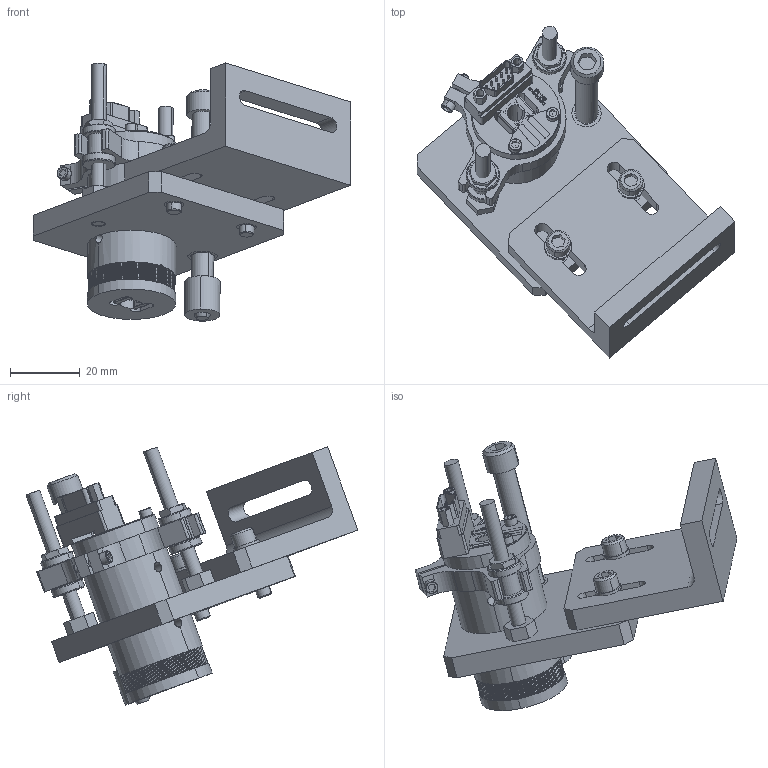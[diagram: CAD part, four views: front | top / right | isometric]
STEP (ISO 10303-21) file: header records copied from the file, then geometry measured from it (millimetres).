
FILE_DESCRIPTION (( 'STEP AP203' ), '1' );
FILE_NAME ('D0902208_AdvLIGO_SUS_HSTS_Lower AOSEM Alignment Assembly, Test Mass.STEP', '2010-05-12T19:59:42', ( 'Dwayne Giardina' ), ( 'CA Institute of Technology' ), 'SwSTEP 2.0', 'SolidWorks 2009', '' );
FILE_SCHEMA (( 'CONFIG_CONTROL_DESIGN' ));
Length unit declared in the file: inch
Products named in the file (16): D0902208_AdvLIGO_SUS_HSTS_Lower AOSEM Alignment Assembly, Test Mass; D0902417_AdvLIGO_SUS_HSTS_AOSEM Alignment Bracket, Test Mass; D0902415_AdvLIGO_SUS_HSTS_Lower AOSEM Alignment Bracket Mount, Test Mass; D0901065_OSEM_ASSY; D1000660_aLIGO_SUS_ADJUSTMENT NUT; D1000659_aLIGO_SUS_ADJUSTER SHAFT; D0901548_Advanced_LIGO_SUS_AOSEM_Adjustment_Collar; D0900932_Advanced_LIGO_Earthquake_Stop_for_Glass_(Glass_Tip),_Simplified,_2 Inch; D0900906_Advanced_LIGO_Earthquake_Stop_Adjuster_and_Mount,_2_Inch; D060546_Advanced_LIGO_Impact_Absorber_for_Glass_Stops,_Earthquake_Stop; D060548_Advanced_LIGO_Fused_Silica_Earthquake_Stop; NAS 620 FLAT WASHERS_________ FLAT WASHERS NAS 620-C8  (OR EQUIV.); Helicoil_0.25-20 X 0.25 LONG; SST_Socketheadcapscrew_SHCS #8-32  X 0.625; SST_Socketheadcapscrew_SHCS #2-56  X 0.375; Helicoil_#8-32 X 0.246 LONG
Assembly tree (20 placements, depth 3):
  D0902208_AdvLIGO_SUS_HSTS_Lower AOSEM Alignment Assembly, Test Mass
    D1000659_aLIGO_SUS_ADJUSTER SHAFT  x2
    Helicoil_0.25-20 X 0.25 LONG
    D0902415_AdvLIGO_SUS_HSTS_Lower AOSEM Alignment Bracket Mount, Test Mass
    Helicoil_#8-32 X 0.246 LONG  x2
    D1000660_aLIGO_SUS_ADJUSTMENT NUT  x2
    SST_Socketheadcapscrew_SHCS #2-56  X 0.375
    D0902417_AdvLIGO_SUS_HSTS_AOSEM Alignment Bracket, Test Mass
    D0900932_Advanced_LIGO_Earthquake_Stop_for_Glass_(Glass_Tip),_Simplified,_2 Inch
      D060548_Advanced_LIGO_Fused_Silica_Earthquake_Stop
      D0900906_Advanced_LIGO_Earthquake_Stop_Adjuster_and_Mount,_2_Inch
      D060546_Advanced_LIGO_Impact_Absorber_for_Glass_Stops,_Earthquake_Stop
    NAS 620 FLAT WASHERS_________ FLAT WASHERS NAS 620-C8  (OR EQUIV.)  x2
    SST_Socketheadcapscrew_SHCS #8-32  X 0.625  x2
    D0901548_Advanced_LIGO_SUS_AOSEM_Adjustment_Collar
    D0901065_OSEM_ASSY
Bounding box: 91.06 x 95.06 x 73.97 mm (x, y, z)
Volume: 40662.9 mm3; surface area: 35530.7 mm2
Topology: 18 solids, 51 shells, 612 faces, 1916 edges, 1396 vertices
Faces by surface type: plane 299, cylinder 209, cone 54, torus 44, bspline 4, sphere 2
Entity records: 25307 total; most frequent: CARTESIAN_POINT 8044, DIRECTION 3197, ORIENTED_EDGE 2886, EDGE_CURVE 1750, VERTEX_POINT 1292, AXIS2_PLACEMENT_3D 1147, VECTOR 903, LINE 903
